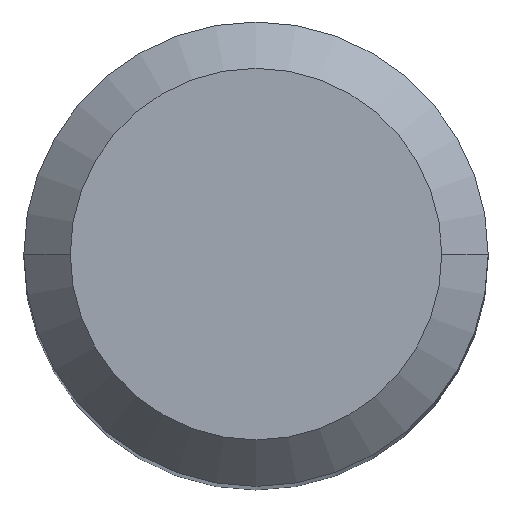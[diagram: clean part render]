
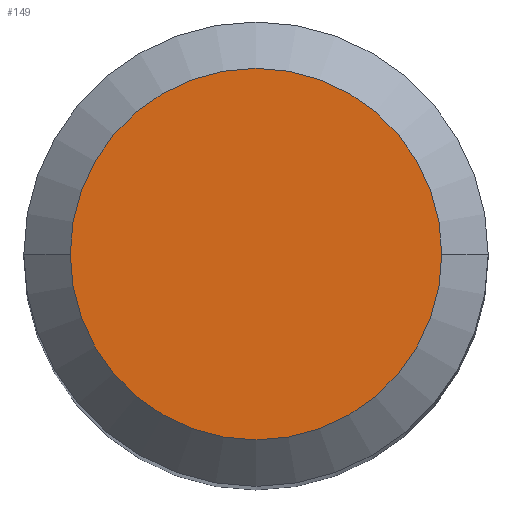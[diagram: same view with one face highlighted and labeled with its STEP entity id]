
A CAD part, top view. The second image highlights one B-rep face of the part: STEP entity #149.
In plain terms, the highlighted planar face has unit normal (0, 0, 1).
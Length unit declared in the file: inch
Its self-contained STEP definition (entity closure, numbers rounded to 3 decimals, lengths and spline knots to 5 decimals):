
#23 = CARTESIAN_POINT ( 'NONE',  ( 0., 0., 0. ) ) ;
#32 = FACE_OUTER_BOUND ( 'NONE', #331, .T. ) ;
#53 = VERTEX_POINT ( 'NONE', #325 ) ;
#96 = CIRCLE ( 'NONE', #415, 0.126 ) ;
#101 = DIRECTION ( 'NONE',  ( -1., 0., 0. ) ) ;
#132 = PLANE ( 'NONE',  #225 ) ;
#137 = AXIS2_PLACEMENT_3D ( 'NONE', #172, #360, #252 ) ;
#149 = ADVANCED_FACE ( 'NONE', ( #32 ), #132, .F. ) ;
#172 = CARTESIAN_POINT ( 'NONE',  ( 0., 0., 0. ) ) ;
#212 = CARTESIAN_POINT ( 'NONE',  ( 0.126, 0., 0. ) ) ;
#225 = AXIS2_PLACEMENT_3D ( 'NONE', #23, #435, #101 ) ;
#238 = ORIENTED_EDGE ( 'NONE', *, *, #453, .T. ) ;
#252 = DIRECTION ( 'NONE',  ( 1., 0., 0. ) ) ;
#270 = CIRCLE ( 'NONE', #137, 0.126 ) ;
#325 = CARTESIAN_POINT ( 'NONE',  ( -0.126, 0., 0. ) ) ;
#331 = EDGE_LOOP ( 'NONE', ( #377, #238 ) ) ;
#360 = DIRECTION ( 'NONE',  ( 0., 0., 1. ) ) ;
#377 = ORIENTED_EDGE ( 'NONE', *, *, #400, .T. ) ;
#381 = DIRECTION ( 'NONE',  ( 1., 0., 0. ) ) ;
#387 = VERTEX_POINT ( 'NONE', #212 ) ;
#400 = EDGE_CURVE ( 'NONE', #53, #387, #270, .T. ) ;
#404 = DIRECTION ( 'NONE',  ( 0., 0., 1. ) ) ;
#415 = AXIS2_PLACEMENT_3D ( 'NONE', #447, #404, #381 ) ;
#435 = DIRECTION ( 'NONE',  ( 0., 0., -1. ) ) ;
#447 = CARTESIAN_POINT ( 'NONE',  ( 0., 0., 0. ) ) ;
#453 = EDGE_CURVE ( 'NONE', #387, #53, #96, .T. ) ;
